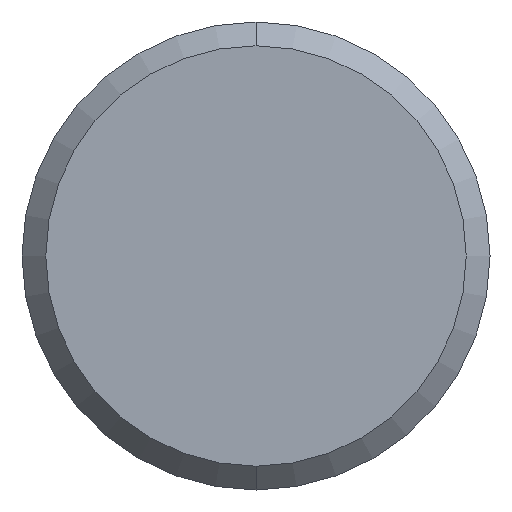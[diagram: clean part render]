
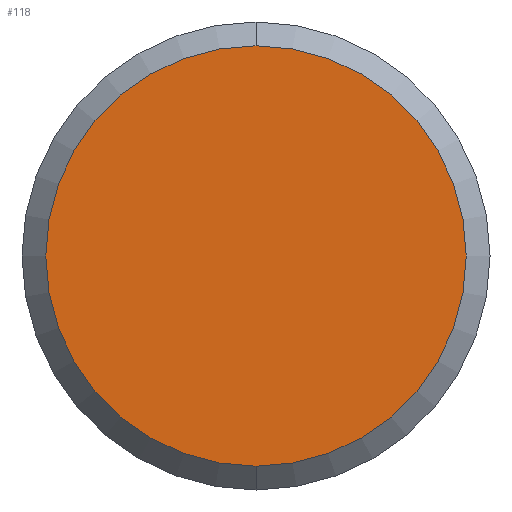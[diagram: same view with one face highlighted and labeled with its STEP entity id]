
A CAD part, front view. The second image highlights one B-rep face of the part: STEP entity #118.
In plain terms, the highlighted planar face has unit normal (0, -1, 0).
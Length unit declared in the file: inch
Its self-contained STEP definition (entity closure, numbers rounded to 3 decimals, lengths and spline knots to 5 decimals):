
#5 = CARTESIAN_POINT ( 'NONE',  ( 0., 0., 0. ) ) ;
#25 = EDGE_LOOP ( 'NONE', ( #256, #149 ) ) ;
#28 = DIRECTION ( 'NONE',  ( 0., -1., 0. ) ) ;
#49 = DIRECTION ( 'NONE',  ( 0., 0., 1. ) ) ;
#67 = VERTEX_POINT ( 'NONE', #114 ) ;
#70 = VERTEX_POINT ( 'NONE', #82 ) ;
#82 = CARTESIAN_POINT ( 'NONE',  ( 0., 0., 0.17675 ) ) ;
#114 = CARTESIAN_POINT ( 'NONE',  ( 0., 0., -0.17675 ) ) ;
#118 = ADVANCED_FACE ( 'NONE', ( #141 ), #189, .F. ) ;
#127 = CARTESIAN_POINT ( 'NONE',  ( 0., 0., 0. ) ) ;
#133 = AXIS2_PLACEMENT_3D ( 'NONE', #5, #172, #215 ) ;
#141 = FACE_OUTER_BOUND ( 'NONE', #25, .T. ) ;
#146 = CARTESIAN_POINT ( 'NONE',  ( 0., 0., 0. ) ) ;
#148 = DIRECTION ( 'NONE',  ( 0., 0., 1. ) ) ;
#149 = ORIENTED_EDGE ( 'NONE', *, *, #240, .T. ) ;
#154 = AXIS2_PLACEMENT_3D ( 'NONE', #127, #28, #49 ) ;
#159 = AXIS2_PLACEMENT_3D ( 'NONE', #146, #273, #148 ) ;
#172 = DIRECTION ( 'NONE',  ( 0., -1., 0. ) ) ;
#175 = CIRCLE ( 'NONE', #133, 0.17675 ) ;
#185 = EDGE_CURVE ( 'NONE', #70, #67, #204, .T. ) ;
#189 = PLANE ( 'NONE',  #159 ) ;
#204 = CIRCLE ( 'NONE', #154, 0.17675 ) ;
#215 = DIRECTION ( 'NONE',  ( 0., 0., 1. ) ) ;
#240 = EDGE_CURVE ( 'NONE', #67, #70, #175, .T. ) ;
#256 = ORIENTED_EDGE ( 'NONE', *, *, #185, .T. ) ;
#273 = DIRECTION ( 'NONE',  ( 0., 1., 0. ) ) ;
